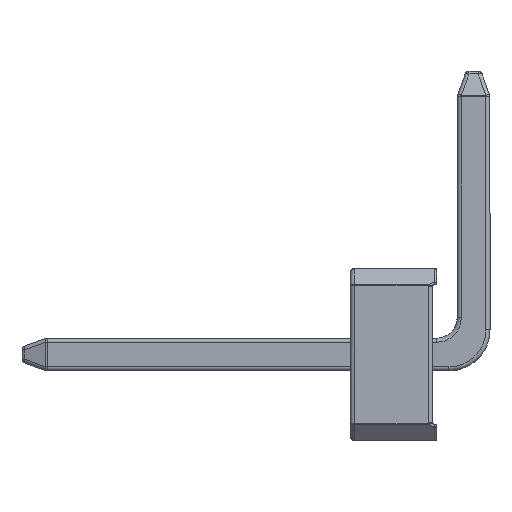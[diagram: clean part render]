
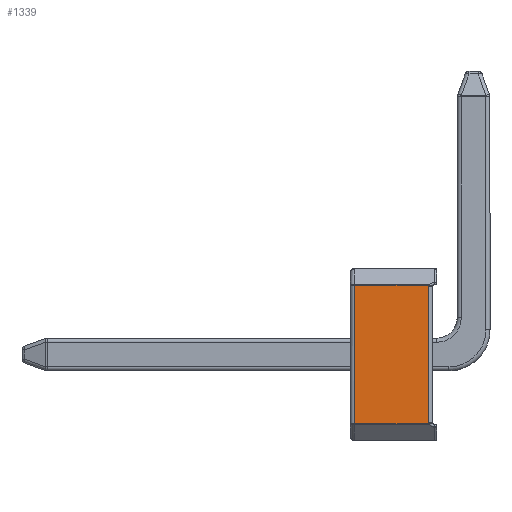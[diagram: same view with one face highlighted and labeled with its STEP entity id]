
A CAD part, left-side view. The second image highlights one B-rep face of the part: STEP entity #1339.
In plain terms, the highlighted planar face has unit normal (-1, 0, 0).
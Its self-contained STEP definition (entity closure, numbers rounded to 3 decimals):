
#97 = LINE ( 'NONE', #1447, #4862 ) ;
#136 = CARTESIAN_POINT ( 'NONE',  ( -0.635, -0.95, 0.83 ) ) ;
#178 = ORIENTED_EDGE ( 'NONE', *, *, #2217, .T. ) ;
#185 = ORIENTED_EDGE ( 'NONE', *, *, #2694, .T. ) ;
#214 = CARTESIAN_POINT ( 'NONE',  ( -0.635, -0.937, 0.84 ) ) ;
#215 = LINE ( 'NONE', #3910, #3746 ) ;
#281 = CARTESIAN_POINT ( 'NONE',  ( -0.635, -0.937, -0.841 ) ) ;
#379 = CARTESIAN_POINT ( 'NONE',  ( -0.635, -0.949, -0.831 ) ) ;
#410 = ORIENTED_EDGE ( 'NONE', *, *, #2371, .T. ) ;
#560 = VECTOR ( 'NONE', #4766, 1000. ) ;
#581 = CARTESIAN_POINT ( 'NONE',  ( -0.635, -0.937, 0.842 ) ) ;
#623 = FACE_OUTER_BOUND ( 'NONE', #2649, .T. ) ;
#638 = VERTEX_POINT ( 'NONE', #581 ) ;
#654 = PLANE ( 'NONE',  #5380 ) ;
#659 = CARTESIAN_POINT ( 'NONE',  ( -0.635, -0.941, 0.836 ) ) ;
#670 = ORIENTED_EDGE ( 'NONE', *, *, #3661, .T. ) ;
#672 = CARTESIAN_POINT ( 'NONE',  ( -0.635, -0.937, 0.841 ) ) ;
#680 = VERTEX_POINT ( 'NONE', #2369 ) ;
#683 = EDGE_CURVE ( 'NONE', #4532, #4429, #4087, .T. ) ;
#736 = CARTESIAN_POINT ( 'NONE',  ( -0.635, -0.937, -0.84 ) ) ;
#835 = CARTESIAN_POINT ( 'NONE',  ( -0.635, -0.95, -0.83 ) ) ;
#1007 = CARTESIAN_POINT ( 'NONE',  ( -0.635, -1., -0.842 ) ) ;
#1071 = LINE ( 'NONE', #2887, #5867 ) ;
#1133 = CARTESIAN_POINT ( 'NONE',  ( -0.635, -0.937, 0.842 ) ) ;
#1193 = CARTESIAN_POINT ( 'NONE',  ( -0.635, -0.938, -0.839 ) ) ;
#1302 = CARTESIAN_POINT ( 'NONE',  ( -0.635, -0.05, -0.842 ) ) ;
#1339 = ADVANCED_FACE ( 'NONE', ( #623 ), #654, .F. ) ;
#1376 = EDGE_CURVE ( 'NONE', #4429, #680, #4182, .T. ) ;
#1447 = CARTESIAN_POINT ( 'NONE',  ( -0.635, -1., 0.842 ) ) ;
#1579 = CARTESIAN_POINT ( 'NONE',  ( -0.635, -1., 0. ) ) ;
#1656 = CARTESIAN_POINT ( 'NONE',  ( -0.635, -0.939, -0.837 ) ) ;
#1880 = DIRECTION ( 'NONE',  ( 0., 1., 0. ) ) ;
#1886 = ORIENTED_EDGE ( 'NONE', *, *, #683, .T. ) ;
#1967 = CARTESIAN_POINT ( 'NONE',  ( -0.635, -0.949, 0.831 ) ) ;
#2023 = DIRECTION ( 'NONE',  ( 0., 0., -1. ) ) ;
#2025 = CARTESIAN_POINT ( 'NONE',  ( -0.635, -0.94, 0.836 ) ) ;
#2108 = CARTESIAN_POINT ( 'NONE',  ( -0.635, -0.94, -0.836 ) ) ;
#2116 = VERTEX_POINT ( 'NONE', #2613 ) ;
#2118 = CARTESIAN_POINT ( 'NONE',  ( -0.635, -0.937, -0.842 ) ) ;
#2217 = EDGE_CURVE ( 'NONE', #2116, #4532, #1071, .T. ) ;
#2369 = CARTESIAN_POINT ( 'NONE',  ( -0.635, -0.941, -0.836 ) ) ;
#2371 = EDGE_CURVE ( 'NONE', #4284, #2859, #215, .T. ) ;
#2432 = CARTESIAN_POINT ( 'NONE',  ( -0.635, -0.944, 0.834 ) ) ;
#2498 = CARTESIAN_POINT ( 'NONE',  ( -0.635, -0.937, -0.842 ) ) ;
#2500 = CARTESIAN_POINT ( 'NONE',  ( -0.635, -0.938, 0.838 ) ) ;
#2562 = CARTESIAN_POINT ( 'NONE',  ( -0.635, -0.937, -0.842 ) ) ;
#2587 = CARTESIAN_POINT ( 'NONE',  ( -0.635, -0.941, -0.836 ) ) ;
#2613 = CARTESIAN_POINT ( 'NONE',  ( -0.635, -0.05, 0.842 ) ) ;
#2649 = EDGE_LOOP ( 'NONE', ( #3505, #670, #178, #1886, #2897, #185, #410, #3566 ) ) ;
#2674 = CARTESIAN_POINT ( 'NONE',  ( -0.635, -0.944, -0.834 ) ) ;
#2694 = EDGE_CURVE ( 'NONE', #680, #4284, #3475, .T. ) ;
#2859 = VERTEX_POINT ( 'NONE', #5044 ) ;
#2887 = CARTESIAN_POINT ( 'NONE',  ( -0.635, -0.05, -0.85 ) ) ;
#2891 = CARTESIAN_POINT ( 'NONE',  ( -0.635, -0.95, -0.83 ) ) ;
#2897 = ORIENTED_EDGE ( 'NONE', *, *, #1376, .T. ) ;
#2959 = CARTESIAN_POINT ( 'NONE',  ( -0.635, -0.937, 0.839 ) ) ;
#3117 = CARTESIAN_POINT ( 'NONE',  ( -0.635, -0.949, -0.831 ) ) ;
#3346 = CARTESIAN_POINT ( 'NONE',  ( -0.635, -0.95, 0.83 ) ) ;
#3405 = CARTESIAN_POINT ( 'NONE',  ( -0.635, -0.94, 0.836 ) ) ;
#3432 = VERTEX_POINT ( 'NONE', #3490 ) ;
#3436 = CARTESIAN_POINT ( 'NONE',  ( -0.635, -0.937, 0.84 ) ) ;
#3475 = B_SPLINE_CURVE_WITH_KNOTS ( 'NONE', 3,
 ( #4043, #2674, #5925, #3117, #379, #3596, #835 ),
 .UNSPECIFIED., .F., .F.,
 ( 4, 3, 4 ),
 ( 0., 0., 0. ),
 .UNSPECIFIED. ) ;
#3486 = CARTESIAN_POINT ( 'NONE',  ( -0.635, -0.937, -0.841 ) ) ;
#3490 = CARTESIAN_POINT ( 'NONE',  ( -0.635, -0.941, 0.836 ) ) ;
#3505 = ORIENTED_EDGE ( 'NONE', *, *, #5213, .T. ) ;
#3566 = ORIENTED_EDGE ( 'NONE', *, *, #4270, .T. ) ;
#3596 = CARTESIAN_POINT ( 'NONE',  ( -0.635, -0.95, -0.83 ) ) ;
#3661 = EDGE_CURVE ( 'NONE', #638, #2116, #97, .T. ) ;
#3746 = VECTOR ( 'NONE', #4391, 1000. ) ;
#3899 = CARTESIAN_POINT ( 'NONE',  ( -0.635, -0.937, 0.841 ) ) ;
#3910 = CARTESIAN_POINT ( 'NONE',  ( -0.635, -0.95, 0. ) ) ;
#3962 = CARTESIAN_POINT ( 'NONE',  ( -0.635, -0.937, -0.839 ) ) ;
#4043 = CARTESIAN_POINT ( 'NONE',  ( -0.635, -0.941, -0.836 ) ) ;
#4087 = LINE ( 'NONE', #1007, #560 ) ;
#4182 = B_SPLINE_CURVE_WITH_KNOTS ( 'NONE', 3,
 ( #2562, #2498, #281, #3486, #736, #3962, #1193, #4430, #1656, #4898, #2108, #5366, #2587 ),
 .UNSPECIFIED., .F., .F.,
 ( 4, 3, 3, 3, 4 ),
 ( 0., 0., 0., 0., 0. ),
 .UNSPECIFIED. ) ;
#4256 = B_SPLINE_CURVE_WITH_KNOTS ( 'NONE', 3,
 ( #3346, #136, #4754, #1967, #5219, #2432, #5697 ),
 .UNSPECIFIED., .F., .F.,
 ( 4, 3, 4 ),
 ( 0., 0., 0. ),
 .UNSPECIFIED. ) ;
#4270 = EDGE_CURVE ( 'NONE', #2859, #3432, #4256, .T. ) ;
#4284 = VERTEX_POINT ( 'NONE', #2891 ) ;
#4371 = CARTESIAN_POINT ( 'NONE',  ( -0.635, -0.937, 0.842 ) ) ;
#4391 = DIRECTION ( 'NONE',  ( 0., 0., 1. ) ) ;
#4429 = VERTEX_POINT ( 'NONE', #2118 ) ;
#4430 = CARTESIAN_POINT ( 'NONE',  ( -0.635, -0.938, -0.838 ) ) ;
#4532 = VERTEX_POINT ( 'NONE', #1302 ) ;
#4631 = B_SPLINE_CURVE_WITH_KNOTS ( 'NONE', 3,
 ( #659, #3405, #2025, #5283, #2500, #5754, #2959, #214, #3436, #672, #3899, #1133, #4371 ),
 .UNSPECIFIED., .F., .F.,
 ( 4, 3, 3, 3, 4 ),
 ( 0., 0., 0., 0., 0. ),
 .UNSPECIFIED. ) ;
#4754 = CARTESIAN_POINT ( 'NONE',  ( -0.635, -0.949, 0.831 ) ) ;
#4766 = DIRECTION ( 'NONE',  ( 0., -1., 0. ) ) ;
#4814 = DIRECTION ( 'NONE',  ( 1., 0., 0. ) ) ;
#4862 = VECTOR ( 'NONE', #1880, 1000. ) ;
#4898 = CARTESIAN_POINT ( 'NONE',  ( -0.635, -0.94, -0.837 ) ) ;
#5044 = CARTESIAN_POINT ( 'NONE',  ( -0.635, -0.95, 0.83 ) ) ;
#5213 = EDGE_CURVE ( 'NONE', #3432, #638, #4631, .T. ) ;
#5219 = CARTESIAN_POINT ( 'NONE',  ( -0.635, -0.946, 0.832 ) ) ;
#5283 = CARTESIAN_POINT ( 'NONE',  ( -0.635, -0.939, 0.837 ) ) ;
#5366 = CARTESIAN_POINT ( 'NONE',  ( -0.635, -0.941, -0.836 ) ) ;
#5380 = AXIS2_PLACEMENT_3D ( 'NONE', #1579, #4814, #2023 ) ;
#5687 = DIRECTION ( 'NONE',  ( 0., 0., -1. ) ) ;
#5697 = CARTESIAN_POINT ( 'NONE',  ( -0.635, -0.941, 0.836 ) ) ;
#5754 = CARTESIAN_POINT ( 'NONE',  ( -0.635, -0.938, 0.838 ) ) ;
#5867 = VECTOR ( 'NONE', #5687, 1000. ) ;
#5925 = CARTESIAN_POINT ( 'NONE',  ( -0.635, -0.946, -0.832 ) ) ;
